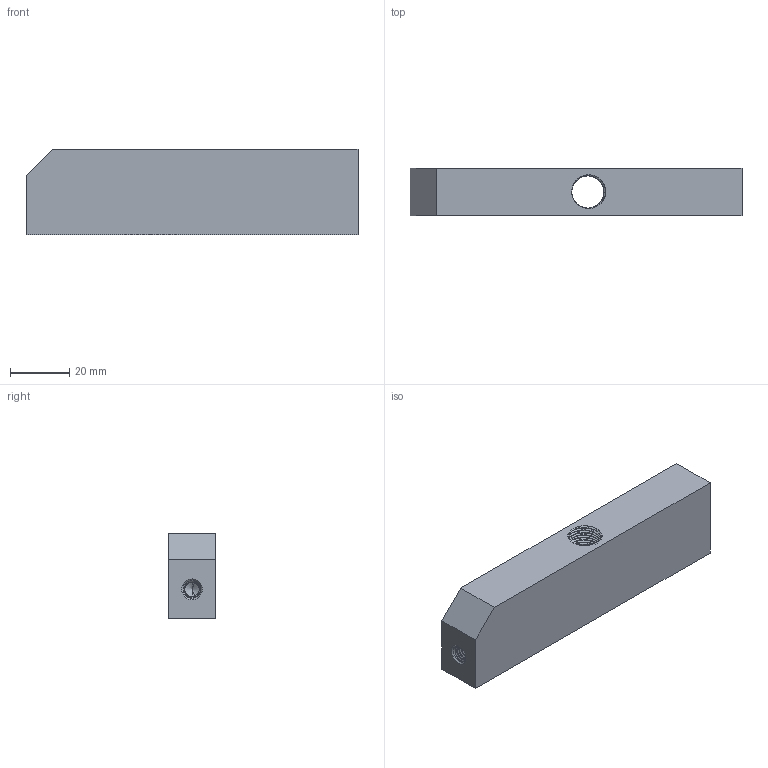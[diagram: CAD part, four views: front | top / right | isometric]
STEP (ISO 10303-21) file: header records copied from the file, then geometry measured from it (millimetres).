
FILE_DESCRIPTION (( 'STEP AP203' ), '1' );
FILE_NAME ('Support Capteur.STEP', '2019-02-27T18:53:21', ( '' ), ( '' ), 'SwSTEP 2.0', 'SolidWorks 2018', '' );
FILE_SCHEMA (( 'CONFIG_CONTROL_DESIGN' ));
Length unit declared in the file: millimetre
Products named in the file (1): Support Capteur
Bounding box: 112 x 16 x 29 mm (x, y, z)
Volume: 47400.8 mm3; surface area: 13188.6 mm2
Topology: 1 solids, 1 shells, 162 faces, 487 edges, 324 vertices
Faces by surface type: cylinder 114, bspline 24, cone 14, plane 10
Entity records: 17897 total; most frequent: CARTESIAN_POINT 14357, ORIENTED_EDGE 962, EDGE_CURVE 481, DIRECTION 478, VERTEX_POINT 324, EDGE_LOOP 167, AXIS2_PLACEMENT_3D 162, ADVANCED_FACE 162
